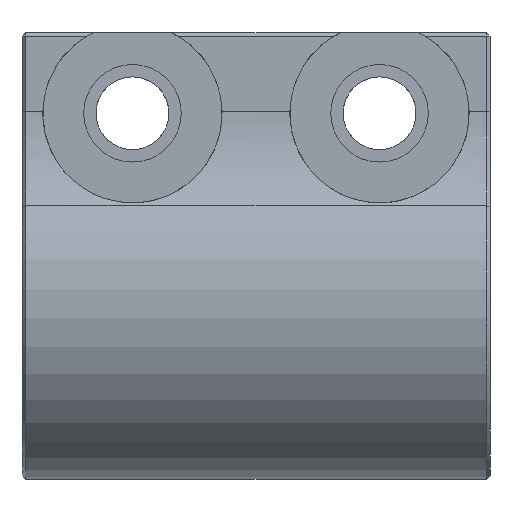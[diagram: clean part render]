
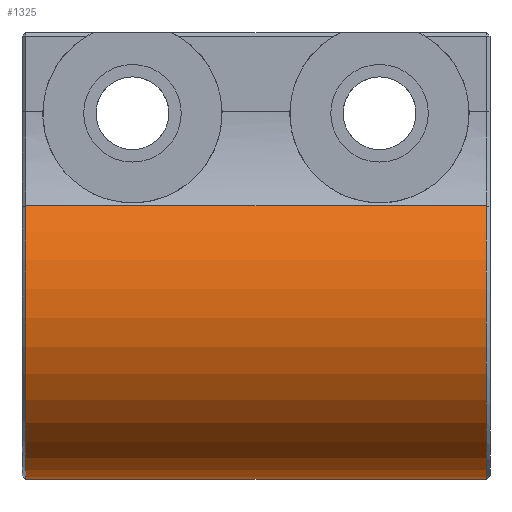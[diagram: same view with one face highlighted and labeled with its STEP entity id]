
A CAD part, left-side view. The second image highlights one B-rep face of the part: STEP entity #1325.
In plain terms, the highlighted cylindrical face has radius 6.35 mm (diameter 12.7 mm), a partial arc.
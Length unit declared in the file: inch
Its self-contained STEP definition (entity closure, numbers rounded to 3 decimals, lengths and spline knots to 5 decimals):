
#40 = EDGE_CURVE ( 'NONE', #1980, #359, #955, .T. ) ;
#94 = CARTESIAN_POINT ( 'NONE',  ( 0., 0.6525, 0. ) ) ;
#240 = AXIS2_PLACEMENT_3D ( 'NONE', #870, #1943, #1016 ) ;
#345 = EDGE_LOOP ( 'NONE', ( #1106, #1219, #1515, #1554 ) ) ;
#359 = VERTEX_POINT ( 'NONE', #1829 ) ;
#413 = DIRECTION ( 'NONE',  ( 0., 0., -1. ) ) ;
#469 = CARTESIAN_POINT ( 'NONE',  ( 0., 0.005, 0. ) ) ;
#493 = LINE ( 'NONE', #871, #853 ) ;
#589 = CARTESIAN_POINT ( 'NONE',  ( -0.2125, 0.6475, 0.1317 ) ) ;
#600 = CARTESIAN_POINT ( 'NONE',  ( -0.2125, 0.005, 0.1317 ) ) ;
#626 = DIRECTION ( 'NONE',  ( 0., 0., 1. ) ) ;
#853 = VECTOR ( 'NONE', #1797, 39.37008 ) ;
#870 = CARTESIAN_POINT ( 'NONE',  ( 0., 0.6475, 0. ) ) ;
#871 = CARTESIAN_POINT ( 'NONE',  ( -0.2125, 0.6525, 0.1317 ) ) ;
#889 = DIRECTION ( 'NONE',  ( 0., -1., 0. ) ) ;
#893 = VERTEX_POINT ( 'NONE', #600 ) ;
#895 = CARTESIAN_POINT ( 'NONE',  ( 0., 0.6525, -0.25 ) ) ;
#955 = LINE ( 'NONE', #895, #1686 ) ;
#984 = EDGE_CURVE ( 'NONE', #359, #893, #1115, .T. ) ;
#1016 = DIRECTION ( 'NONE',  ( 0., 0., 1. ) ) ;
#1093 = AXIS2_PLACEMENT_3D ( 'NONE', #469, #1543, #626 ) ;
#1106 = ORIENTED_EDGE ( 'NONE', *, *, #1238, .T. ) ;
#1115 = CIRCLE ( 'NONE', #1093, 0.25 ) ;
#1122 = FACE_OUTER_BOUND ( 'NONE', #345, .T. ) ;
#1197 = DIRECTION ( 'NONE',  ( 0., -1., 0. ) ) ;
#1219 = ORIENTED_EDGE ( 'NONE', *, *, #40, .T. ) ;
#1224 = CIRCLE ( 'NONE', #240, 0.25 ) ;
#1238 = EDGE_CURVE ( 'NONE', #1356, #1980, #1224, .T. ) ;
#1284 = AXIS2_PLACEMENT_3D ( 'NONE', #94, #889, #413 ) ;
#1325 = ADVANCED_FACE ( 'NONE', ( #1122 ), #1892, .T. ) ;
#1356 = VERTEX_POINT ( 'NONE', #589 ) ;
#1515 = ORIENTED_EDGE ( 'NONE', *, *, #984, .T. ) ;
#1543 = DIRECTION ( 'NONE',  ( 0., 1., 0. ) ) ;
#1554 = ORIENTED_EDGE ( 'NONE', *, *, #1716, .T. ) ;
#1686 = VECTOR ( 'NONE', #1197, 39.37008 ) ;
#1716 = EDGE_CURVE ( 'NONE', #893, #1356, #493, .T. ) ;
#1797 = DIRECTION ( 'NONE',  ( 0., 1., 0. ) ) ;
#1829 = CARTESIAN_POINT ( 'NONE',  ( 0., 0.005, -0.25 ) ) ;
#1892 = CYLINDRICAL_SURFACE ( 'NONE', #1284, 0.25 ) ;
#1933 = CARTESIAN_POINT ( 'NONE',  ( 0., 0.6475, -0.25 ) ) ;
#1943 = DIRECTION ( 'NONE',  ( 0., -1., 0. ) ) ;
#1980 = VERTEX_POINT ( 'NONE', #1933 ) ;
